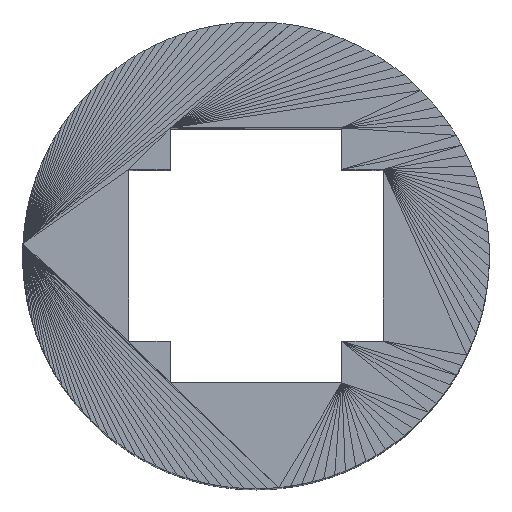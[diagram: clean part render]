
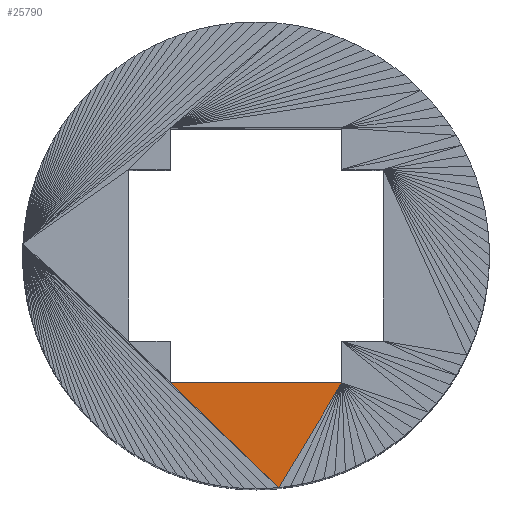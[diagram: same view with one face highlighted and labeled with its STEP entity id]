
A CAD part, top view. The second image highlights one B-rep face of the part: STEP entity #25790.
In plain terms, the highlighted planar face has unit normal (0, 0, 1).
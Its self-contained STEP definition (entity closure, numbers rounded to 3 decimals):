
#12662 = VERTEX_POINT('',#12663);
#12663 = CARTESIAN_POINT('',(0.735,-7.464,24.));
#12758 = PLANE('',#12759);
#12759 = AXIS2_PLACEMENT_3D('',#12760,#12761,#12762);
#12760 = CARTESIAN_POINT('',(2.758,-4.095,24.));
#12761 = DIRECTION('',(0.,0.,-1.));
#12762 = DIRECTION('',(-1.,0.,0.));
#21429 = VERTEX_POINT('',#21430);
#21430 = CARTESIAN_POINT('',(2.758,-4.095,24.));
#21835 = PLANE('',#21836);
#21836 = AXIS2_PLACEMENT_3D('',#21837,#21838,#21839);
#21837 = CARTESIAN_POINT('',(2.758,-4.095,24.));
#21838 = DIRECTION('',(0.,-1.,0.));
#21839 = DIRECTION('',(0.,0.,-1.));
#21852 = VERTEX_POINT('',#21853);
#21853 = CARTESIAN_POINT('',(-2.758,-4.095,24.));
#21873 = EDGE_CURVE('',#21852,#21429,#21874,.T.);
#21874 = SURFACE_CURVE('',#21875,(#21879,#21886),.PCURVE_S1.);
#21875 = LINE('',#21876,#21877);
#21876 = CARTESIAN_POINT('',(-2.758,-4.095,24.));
#21877 = VECTOR('',#21878,1.);
#21878 = DIRECTION('',(1.,0.,0.));
#21879 = PCURVE('',#21835,#21880);
#21880 = DEFINITIONAL_REPRESENTATION('',(#21881),#21885);
#21881 = LINE('',#21882,#21883);
#21882 = CARTESIAN_POINT('',(0.,-5.515));
#21883 = VECTOR('',#21884,1.);
#21884 = DIRECTION('',(0.,1.));
#21885 = ( GEOMETRIC_REPRESENTATION_CONTEXT(2) 
PARAMETRIC_REPRESENTATION_CONTEXT() REPRESENTATION_CONTEXT('2D SPACE',''
  ) );
#21886 = PCURVE('',#21887,#21892);
#21887 = PLANE('',#21888);
#21888 = AXIS2_PLACEMENT_3D('',#21889,#21890,#21891);
#21889 = CARTESIAN_POINT('',(2.758,-4.095,24.));
#21890 = DIRECTION('',(0.,0.,-1.));
#21891 = DIRECTION('',(-1.,0.,0.));
#21892 = DEFINITIONAL_REPRESENTATION('',(#21893),#21896);
#21893 = B_SPLINE_CURVE_WITH_KNOTS('',1,(#21894,#21895),.UNSPECIFIED.,
  .F.,.F.,(2,2),(0.,5.515),.PIECEWISE_BEZIER_KNOTS.);
#21894 = CARTESIAN_POINT('',(5.515,0.));
#21895 = CARTESIAN_POINT('',(0.,0.));
#21896 = ( GEOMETRIC_REPRESENTATION_CONTEXT(2) 
PARAMETRIC_REPRESENTATION_CONTEXT() REPRESENTATION_CONTEXT('2D SPACE',''
  ) );
#23593 = PLANE('',#23594);
#23594 = AXIS2_PLACEMENT_3D('',#23595,#23596,#23597);
#23595 = CARTESIAN_POINT('',(-2.758,-4.095,24.));
#23596 = DIRECTION('',(0.,0.,-1.));
#23597 = DIRECTION('',(-1.,0.,0.));
#23635 = EDGE_CURVE('',#12662,#21852,#23636,.T.);
#23636 = SURFACE_CURVE('',#23637,(#23641,#23648),.PCURVE_S1.);
#23637 = LINE('',#23638,#23639);
#23638 = CARTESIAN_POINT('',(0.735,-7.464,24.));
#23639 = VECTOR('',#23640,1.);
#23640 = DIRECTION('',(-0.72,0.694,0.));
#23641 = PCURVE('',#23593,#23642);
#23642 = DEFINITIONAL_REPRESENTATION('',(#23643),#23647);
#23643 = LINE('',#23644,#23645);
#23644 = CARTESIAN_POINT('',(-3.493,-3.369));
#23645 = VECTOR('',#23646,1.);
#23646 = DIRECTION('',(0.72,0.694));
#23647 = ( GEOMETRIC_REPRESENTATION_CONTEXT(2) 
PARAMETRIC_REPRESENTATION_CONTEXT() REPRESENTATION_CONTEXT('2D SPACE',''
  ) );
#23648 = PCURVE('',#21887,#23649);
#23649 = DEFINITIONAL_REPRESENTATION('',(#23650),#23653);
#23650 = B_SPLINE_CURVE_WITH_KNOTS('',1,(#23651,#23652),.UNSPECIFIED.,
  .F.,.F.,(2,2),(0.,4.853),.PIECEWISE_BEZIER_KNOTS.);
#23651 = CARTESIAN_POINT('',(2.023,-3.369));
#23652 = CARTESIAN_POINT('',(5.515,0.));
#23653 = ( GEOMETRIC_REPRESENTATION_CONTEXT(2) 
PARAMETRIC_REPRESENTATION_CONTEXT() REPRESENTATION_CONTEXT('2D SPACE',''
  ) );
#25790 = ADVANCED_FACE('',(#25791),#21887,.F.);
#25791 = FACE_BOUND('',#25792,.T.);
#25792 = EDGE_LOOP('',(#25793,#25794,#25795));
#25793 = ORIENTED_EDGE('',*,*,#21873,.F.);
#25794 = ORIENTED_EDGE('',*,*,#23635,.F.);
#25795 = ORIENTED_EDGE('',*,*,#25796,.T.);
#25796 = EDGE_CURVE('',#12662,#21429,#25797,.T.);
#25797 = SURFACE_CURVE('',#25798,(#25802,#25809),.PCURVE_S1.);
#25798 = LINE('',#25799,#25800);
#25799 = CARTESIAN_POINT('',(0.735,-7.464,24.));
#25800 = VECTOR('',#25801,1.);
#25801 = DIRECTION('',(0.515,0.857,0.));
#25802 = PCURVE('',#21887,#25803);
#25803 = DEFINITIONAL_REPRESENTATION('',(#25804),#25808);
#25804 = LINE('',#25805,#25806);
#25805 = CARTESIAN_POINT('',(2.023,-3.369));
#25806 = VECTOR('',#25807,1.);
#25807 = DIRECTION('',(-0.515,0.857));
#25808 = ( GEOMETRIC_REPRESENTATION_CONTEXT(2) 
PARAMETRIC_REPRESENTATION_CONTEXT() REPRESENTATION_CONTEXT('2D SPACE',''
  ) );
#25809 = PCURVE('',#12758,#25810);
#25810 = DEFINITIONAL_REPRESENTATION('',(#25811),#25814);
#25811 = B_SPLINE_CURVE_WITH_KNOTS('',1,(#25812,#25813),.UNSPECIFIED.,
  .F.,.F.,(2,2),(0.,3.929),.PIECEWISE_BEZIER_KNOTS.);
#25812 = CARTESIAN_POINT('',(2.023,-3.369));
#25813 = CARTESIAN_POINT('',(0.,0.));
#25814 = ( GEOMETRIC_REPRESENTATION_CONTEXT(2) 
PARAMETRIC_REPRESENTATION_CONTEXT() REPRESENTATION_CONTEXT('2D SPACE',''
  ) );
